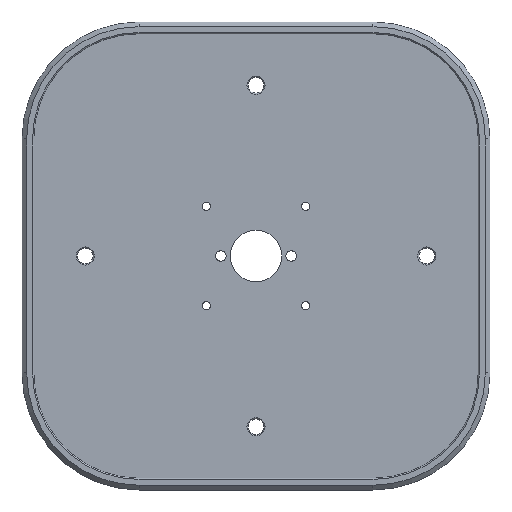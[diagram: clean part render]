
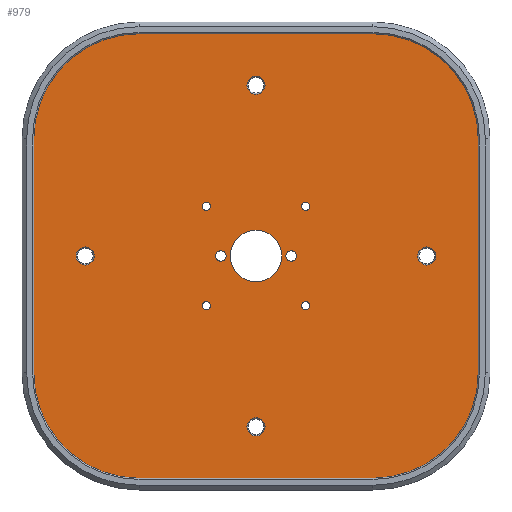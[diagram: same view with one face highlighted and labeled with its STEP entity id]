
A CAD part, top view. The second image highlights one B-rep face of the part: STEP entity #979.
In plain terms, the highlighted planar face has unit normal (0, 0, 1).
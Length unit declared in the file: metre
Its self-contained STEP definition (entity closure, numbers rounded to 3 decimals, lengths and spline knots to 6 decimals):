
#75=LINE('',#1618,#143);
#76=LINE('',#1622,#144);
#77=LINE('',#1626,#145);
#78=LINE('',#1630,#146);
#143=VECTOR('',#1287,1.);
#144=VECTOR('',#1290,1.);
#145=VECTOR('',#1293,1.);
#146=VECTOR('',#1296,1.);
#248=ORIENTED_EDGE('',*,*,#500,.T.);
#249=ORIENTED_EDGE('',*,*,#501,.T.);
#250=ORIENTED_EDGE('',*,*,#502,.T.);
#251=ORIENTED_EDGE('',*,*,#503,.T.);
#252=ORIENTED_EDGE('',*,*,#504,.T.);
#253=ORIENTED_EDGE('',*,*,#505,.T.);
#254=ORIENTED_EDGE('',*,*,#473,.F.);
#255=ORIENTED_EDGE('',*,*,#506,.T.);
#256=ORIENTED_EDGE('',*,*,#507,.T.);
#257=ORIENTED_EDGE('',*,*,#508,.T.);
#258=ORIENTED_EDGE('',*,*,#509,.T.);
#259=ORIENTED_EDGE('',*,*,#510,.F.);
#260=ORIENTED_EDGE('',*,*,#511,.T.);
#261=ORIENTED_EDGE('',*,*,#512,.F.);
#262=ORIENTED_EDGE('',*,*,#513,.F.);
#263=ORIENTED_EDGE('',*,*,#514,.F.);
#264=ORIENTED_EDGE('',*,*,#515,.F.);
#265=ORIENTED_EDGE('',*,*,#516,.F.);
#266=ORIENTED_EDGE('',*,*,#517,.F.);
#473=EDGE_CURVE('',#604,#604,#689,.T.);
#500=EDGE_CURVE('',#621,#621,#698,.T.);
#501=EDGE_CURVE('',#622,#622,#699,.T.);
#502=EDGE_CURVE('',#623,#623,#700,.T.);
#503=EDGE_CURVE('',#624,#624,#701,.T.);
#504=EDGE_CURVE('',#625,#625,#702,.F.);
#505=EDGE_CURVE('',#626,#626,#703,.F.);
#506=EDGE_CURVE('',#627,#627,#704,.F.);
#507=EDGE_CURVE('',#628,#628,#705,.F.);
#508=EDGE_CURVE('',#629,#629,#706,.F.);
#509=EDGE_CURVE('',#630,#630,#707,.F.);
#510=EDGE_CURVE('',#631,#632,#708,.F.);
#511=EDGE_CURVE('',#631,#633,#75,.T.);
#512=EDGE_CURVE('',#634,#633,#709,.F.);
#513=EDGE_CURVE('',#635,#634,#76,.T.);
#514=EDGE_CURVE('',#636,#635,#710,.F.);
#515=EDGE_CURVE('',#637,#636,#77,.T.);
#516=EDGE_CURVE('',#638,#637,#711,.F.);
#517=EDGE_CURVE('',#632,#638,#78,.T.);
#604=VERTEX_POINT('',#1535);
#621=VERTEX_POINT('',#1596);
#622=VERTEX_POINT('',#1598);
#623=VERTEX_POINT('',#1600);
#624=VERTEX_POINT('',#1602);
#625=VERTEX_POINT('',#1604);
#626=VERTEX_POINT('',#1606);
#627=VERTEX_POINT('',#1608);
#628=VERTEX_POINT('',#1610);
#629=VERTEX_POINT('',#1612);
#630=VERTEX_POINT('',#1614);
#631=VERTEX_POINT('',#1616);
#632=VERTEX_POINT('',#1617);
#633=VERTEX_POINT('',#1619);
#634=VERTEX_POINT('',#1621);
#635=VERTEX_POINT('',#1623);
#636=VERTEX_POINT('',#1625);
#637=VERTEX_POINT('',#1627);
#638=VERTEX_POINT('',#1629);
#689=CIRCLE('',#1064,0.011);
#698=CIRCLE('',#1082,0.00175);
#699=CIRCLE('',#1083,0.00175);
#700=CIRCLE('',#1084,0.00175);
#701=CIRCLE('',#1085,0.00175);
#702=CIRCLE('',#1086,0.00225);
#703=CIRCLE('',#1087,0.00225);
#704=CIRCLE('',#1088,0.003878);
#705=CIRCLE('',#1089,0.003878);
#706=CIRCLE('',#1090,0.003878);
#707=CIRCLE('',#1091,0.003878);
#708=CIRCLE('',#1092,0.045);
#709=CIRCLE('',#1093,0.045);
#710=CIRCLE('',#1094,0.045);
#711=CIRCLE('',#1095,0.045);
#754=EDGE_LOOP('',(#248));
#755=EDGE_LOOP('',(#249));
#756=EDGE_LOOP('',(#250));
#757=EDGE_LOOP('',(#251));
#758=EDGE_LOOP('',(#252));
#759=EDGE_LOOP('',(#253));
#760=EDGE_LOOP('',(#254));
#761=EDGE_LOOP('',(#255));
#762=EDGE_LOOP('',(#256));
#763=EDGE_LOOP('',(#257));
#764=EDGE_LOOP('',(#258));
#765=EDGE_LOOP('',(#259,#260,#261,#262,#263,#264,#265,#266));
#860=FACE_BOUND('',#754,.T.);
#861=FACE_BOUND('',#755,.T.);
#862=FACE_BOUND('',#756,.T.);
#863=FACE_BOUND('',#757,.T.);
#864=FACE_BOUND('',#758,.T.);
#865=FACE_BOUND('',#759,.T.);
#866=FACE_BOUND('',#760,.T.);
#867=FACE_BOUND('',#761,.T.);
#868=FACE_BOUND('',#762,.T.);
#869=FACE_BOUND('',#763,.T.);
#870=FACE_BOUND('',#764,.T.);
#871=FACE_BOUND('',#765,.T.);
#951=PLANE('',#1081);
#979=ADVANCED_FACE('',(#860,#861,#862,#863,#864,#865,#866,#867,#868,#869,
#870,#871),#951,.T.);
#1064=AXIS2_PLACEMENT_3D('',#1534,#1213,#1214);
#1081=AXIS2_PLACEMENT_3D('',#1594,#1263,#1264);
#1082=AXIS2_PLACEMENT_3D('',#1595,#1265,#1266);
#1083=AXIS2_PLACEMENT_3D('',#1597,#1267,#1268);
#1084=AXIS2_PLACEMENT_3D('',#1599,#1269,#1270);
#1085=AXIS2_PLACEMENT_3D('',#1601,#1271,#1272);
#1086=AXIS2_PLACEMENT_3D('',#1603,#1273,#1274);
#1087=AXIS2_PLACEMENT_3D('',#1605,#1275,#1276);
#1088=AXIS2_PLACEMENT_3D('',#1607,#1277,#1278);
#1089=AXIS2_PLACEMENT_3D('',#1609,#1279,#1280);
#1090=AXIS2_PLACEMENT_3D('',#1611,#1281,#1282);
#1091=AXIS2_PLACEMENT_3D('',#1613,#1283,#1284);
#1092=AXIS2_PLACEMENT_3D('',#1615,#1285,#1286);
#1093=AXIS2_PLACEMENT_3D('',#1620,#1288,#1289);
#1094=AXIS2_PLACEMENT_3D('',#1624,#1291,#1292);
#1095=AXIS2_PLACEMENT_3D('',#1628,#1294,#1295);
#1213=DIRECTION('',(0.,0.,1.));
#1214=DIRECTION('',(1.,0.,0.));
#1263=DIRECTION('',(0.,0.,1.));
#1264=DIRECTION('',(1.,0.,0.));
#1265=DIRECTION('',(0.,0.,-1.));
#1266=DIRECTION('',(-1.,0.,0.));
#1267=DIRECTION('',(0.,0.,-1.));
#1268=DIRECTION('',(-1.,0.,0.));
#1269=DIRECTION('',(0.,0.,-1.));
#1270=DIRECTION('',(-1.,0.,0.));
#1271=DIRECTION('',(0.,0.,-1.));
#1272=DIRECTION('',(-1.,0.,0.));
#1273=DIRECTION('',(0.,0.,1.));
#1274=DIRECTION('',(1.,0.,0.));
#1275=DIRECTION('',(0.,0.,1.));
#1276=DIRECTION('',(1.,0.,0.));
#1277=DIRECTION('',(0.,0.,1.));
#1278=DIRECTION('',(1.,0.,0.));
#1279=DIRECTION('',(0.,0.,1.));
#1280=DIRECTION('',(1.,0.,0.));
#1281=DIRECTION('',(0.,0.,1.));
#1282=DIRECTION('',(1.,0.,0.));
#1283=DIRECTION('',(0.,0.,1.));
#1284=DIRECTION('',(1.,0.,0.));
#1285=DIRECTION('',(0.,0.,1.));
#1286=DIRECTION('',(1.,0.,0.));
#1287=DIRECTION('',(-1.,0.,0.));
#1288=DIRECTION('',(0.,0.,1.));
#1289=DIRECTION('',(1.,0.,0.));
#1290=DIRECTION('',(0.,1.,0.));
#1291=DIRECTION('',(0.,0.,1.));
#1292=DIRECTION('',(1.,0.,0.));
#1293=DIRECTION('',(-1.,0.,0.));
#1294=DIRECTION('',(0.,0.,1.));
#1295=DIRECTION('',(1.,0.,0.));
#1296=DIRECTION('',(0.,-1.,0.));
#1534=CARTESIAN_POINT('',(0.,0.,0.00635));
#1535=CARTESIAN_POINT('',(0.011,0.,0.00635));
#1594=CARTESIAN_POINT('',(0.,0.,0.00635));
#1595=CARTESIAN_POINT('',(-0.021213,-0.021213,0.00635));
#1596=CARTESIAN_POINT('',(-0.022963,-0.021213,0.00635));
#1597=CARTESIAN_POINT('',(-0.021213,0.021213,0.00635));
#1598=CARTESIAN_POINT('',(-0.022963,0.021213,0.00635));
#1599=CARTESIAN_POINT('',(0.021213,0.021213,0.00635));
#1600=CARTESIAN_POINT('',(0.019463,0.021213,0.00635));
#1601=CARTESIAN_POINT('',(0.021213,-0.021213,0.00635));
#1602=CARTESIAN_POINT('',(0.019463,-0.021213,0.00635));
#1603=CARTESIAN_POINT('',(-0.015,0.,0.00635));
#1604=CARTESIAN_POINT('',(-0.01275,0.,0.00635));
#1605=CARTESIAN_POINT('',(0.015,0.,0.00635));
#1606=CARTESIAN_POINT('',(0.01725,0.,0.00635));
#1607=CARTESIAN_POINT('',(-0.073025,0.,0.00635));
#1608=CARTESIAN_POINT('',(-0.069147,0.,0.00635));
#1609=CARTESIAN_POINT('',(0.,0.073025,0.00635));
#1610=CARTESIAN_POINT('',(0.003878,0.073025,0.00635));
#1611=CARTESIAN_POINT('',(0.073025,0.,0.00635));
#1612=CARTESIAN_POINT('',(0.076903,0.,0.00635));
#1613=CARTESIAN_POINT('',(0.,-0.073025,0.00635));
#1614=CARTESIAN_POINT('',(0.003878,-0.073025,0.00635));
#1615=CARTESIAN_POINT('',(0.05,0.05,0.00635));
#1616=CARTESIAN_POINT('',(0.05,0.095,0.00635));
#1617=CARTESIAN_POINT('',(0.095,0.05,0.00635));
#1618=CARTESIAN_POINT('',(0.,0.095,0.00635));
#1619=CARTESIAN_POINT('',(-0.05,0.095,0.00635));
#1620=CARTESIAN_POINT('',(-0.05,0.05,0.00635));
#1621=CARTESIAN_POINT('',(-0.095,0.05,0.00635));
#1622=CARTESIAN_POINT('',(-0.095,0.,0.00635));
#1623=CARTESIAN_POINT('',(-0.095,-0.05,0.00635));
#1624=CARTESIAN_POINT('',(-0.05,-0.05,0.00635));
#1625=CARTESIAN_POINT('',(-0.05,-0.095,0.00635));
#1626=CARTESIAN_POINT('',(0.,-0.095,0.00635));
#1627=CARTESIAN_POINT('',(0.05,-0.095,0.00635));
#1628=CARTESIAN_POINT('',(0.05,-0.05,0.00635));
#1629=CARTESIAN_POINT('',(0.095,-0.05,0.00635));
#1630=CARTESIAN_POINT('',(0.095,0.,0.00635));
